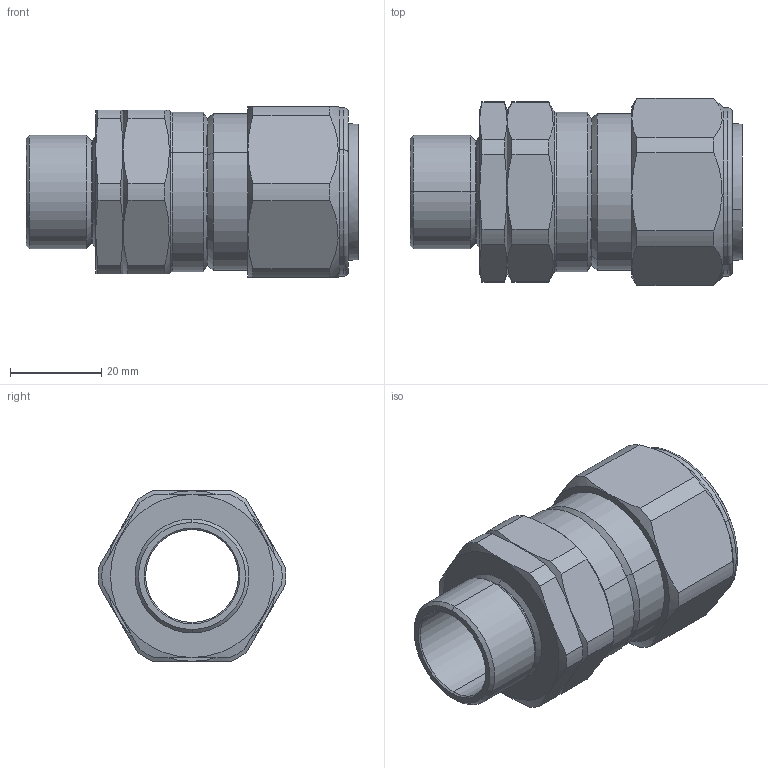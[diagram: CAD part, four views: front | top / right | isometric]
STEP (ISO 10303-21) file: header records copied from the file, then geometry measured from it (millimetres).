
FILE_DESCRIPTION (( 'STEP AP203' ), '1' );
FILE_NAME ('25CXED1RA.STEP', '2021-03-11T16:16:47', ( '' ), ( '' ), 'SwSTEP 2.0', 'SolidWorks 2017', '' );
FILE_SCHEMA (( 'CONFIG_CONTROL_DESIGN' ));
Length unit declared in the file: millimetre
Products named in the file (1): 25CXED1RA
Bounding box: 72.95 x 41.23 x 37.5 mm (x, y, z)
Volume: 35926 mm3; surface area: 15603.5 mm2
Topology: 1 solids, 16 shells, 216 faces, 502 edges, 324 vertices
Faces by surface type: plane 84, cylinder 56, bspline 36, cone 34, torus 6
Entity records: 8277 total; most frequent: CARTESIAN_POINT 3499, ORIENTED_EDGE 1004, DIRECTION 896, EDGE_CURVE 502, AXIS2_PLACEMENT_3D 337, VERTEX_POINT 324, EDGE_LOOP 224, VECTOR 222
